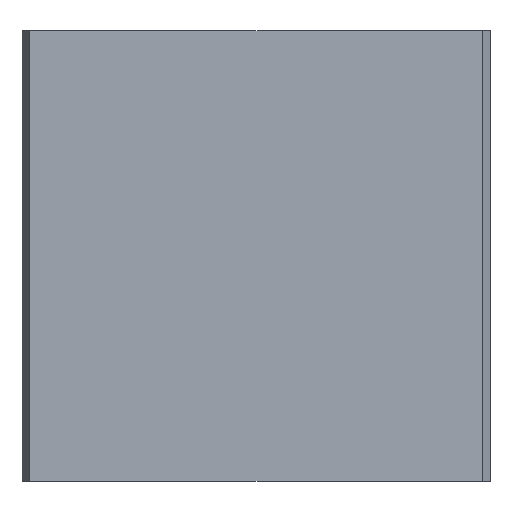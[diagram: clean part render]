
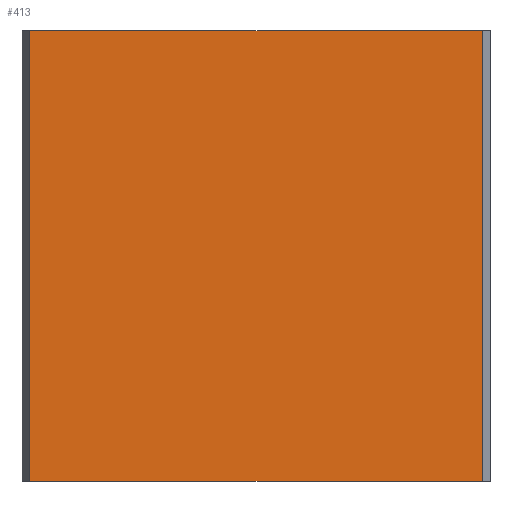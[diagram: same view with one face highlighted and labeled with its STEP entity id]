
A CAD part, left-side view. The second image highlights one B-rep face of the part: STEP entity #413.
In plain terms, the highlighted planar face has unit normal (-1, 0, 0).
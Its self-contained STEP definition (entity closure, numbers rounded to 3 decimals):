
#36 = PLANE ( 'NONE',  #77 ) ;
#62 = VERTEX_POINT ( 'NONE', #135 ) ;
#77 = AXIS2_PLACEMENT_3D ( 'NONE', #227, #448, #110 ) ;
#96 = LINE ( 'NONE', #325, #357 ) ;
#97 = ORIENTED_EDGE ( 'NONE', *, *, #166, .T. ) ;
#101 = CARTESIAN_POINT ( 'NONE',  ( 14.6, -75.634, -33. ) ) ;
#104 = ORIENTED_EDGE ( 'NONE', *, *, #356, .F. ) ;
#110 = DIRECTION ( 'NONE',  ( 0., 1., 0. ) ) ;
#126 = VECTOR ( 'NONE', #273, 1000. ) ;
#127 = LINE ( 'NONE', #473, #156 ) ;
#129 = DIRECTION ( 'NONE',  ( 0., 0., 1. ) ) ;
#132 = DIRECTION ( 'NONE',  ( 0., 1., 0. ) ) ;
#135 = CARTESIAN_POINT ( 'NONE',  ( 14.6, -26.5, -8. ) ) ;
#138 = EDGE_CURVE ( 'NONE', #251, #62, #127, .T. ) ;
#153 = ORIENTED_EDGE ( 'NONE', *, *, #138, .F. ) ;
#156 = VECTOR ( 'NONE', #129, 1000. ) ;
#166 = EDGE_CURVE ( 'NONE', #294, #62, #457, .T. ) ;
#227 = CARTESIAN_POINT ( 'NONE',  ( 14.6, -75.634, -33. ) ) ;
#251 = VERTEX_POINT ( 'NONE', #464 ) ;
#263 = CARTESIAN_POINT ( 'NONE',  ( 14.6, -75.634, -8. ) ) ;
#273 = DIRECTION ( 'NONE',  ( 0., 1., 0. ) ) ;
#287 = VECTOR ( 'NONE', #417, 1000. ) ;
#294 = VERTEX_POINT ( 'NONE', #395 ) ;
#304 = LINE ( 'NONE', #101, #287 ) ;
#325 = CARTESIAN_POINT ( 'NONE',  ( 14.6, -75.634, -57. ) ) ;
#350 = EDGE_LOOP ( 'NONE', ( #97, #153, #104, #465 ) ) ;
#356 = EDGE_CURVE ( 'NONE', #382, #251, #96, .T. ) ;
#357 = VECTOR ( 'NONE', #132, 1000. ) ;
#367 = CARTESIAN_POINT ( 'NONE',  ( 14.6, -75.634, -57. ) ) ;
#382 = VERTEX_POINT ( 'NONE', #367 ) ;
#395 = CARTESIAN_POINT ( 'NONE',  ( 14.6, -75.634, -8. ) ) ;
#407 = FACE_OUTER_BOUND ( 'NONE', #350, .T. ) ;
#413 = ADVANCED_FACE ( 'NONE', ( #407 ), #36, .F. ) ;
#417 = DIRECTION ( 'NONE',  ( 0., 0., 1. ) ) ;
#448 = DIRECTION ( 'NONE',  ( 1., 0., 0. ) ) ;
#457 = LINE ( 'NONE', #263, #126 ) ;
#464 = CARTESIAN_POINT ( 'NONE',  ( 14.6, -26.5, -57. ) ) ;
#465 = ORIENTED_EDGE ( 'NONE', *, *, #490, .T. ) ;
#473 = CARTESIAN_POINT ( 'NONE',  ( 14.6, -26.5, -33. ) ) ;
#490 = EDGE_CURVE ( 'NONE', #382, #294, #304, .T. ) ;
